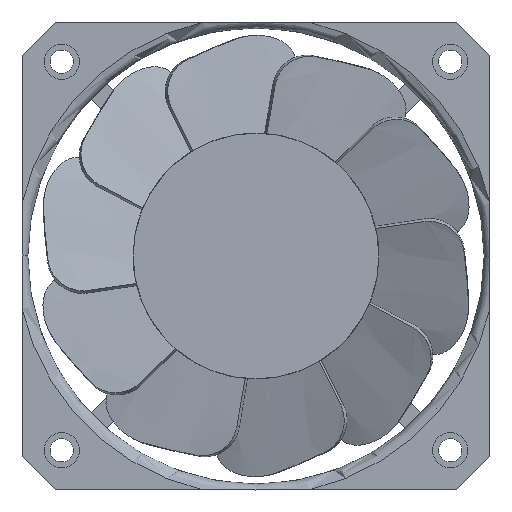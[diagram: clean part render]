
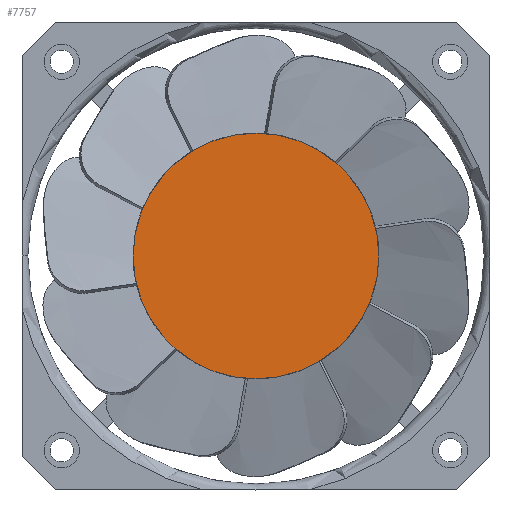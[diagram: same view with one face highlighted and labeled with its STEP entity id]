
A CAD part, left-side view. The second image highlights one B-rep face of the part: STEP entity #7757.
In plain terms, the highlighted planar face has unit normal (-1, 0, 0).
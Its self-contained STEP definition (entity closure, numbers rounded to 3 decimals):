
#7734=CARTESIAN_POINT('Axis2P3D Location',(-9.5,3.5,0.)) ;
#7739=CARTESIAN_POINT('Axis2P3D Location',(-9.5,0.,0.)) ;
#7743=CARTESIAN_POINT('Vertex',(-9.5,-10.5,0.)) ;
#7745=CARTESIAN_POINT('Vertex',(-9.5,10.5,0.)) ;
#7748=CARTESIAN_POINT('Axis2P3D Location',(-9.5,0.,0.)) ;
#7735=DIRECTION('Axis2P3D Direction',(1.,0.,0.)) ;
#7736=DIRECTION('Axis2P3D XDirection',(0.,1.,0.)) ;
#7740=DIRECTION('Axis2P3D Direction',(1.,0.,0.)) ;
#7749=DIRECTION('Axis2P3D Direction',(1.,0.,0.)) ;
#7737=AXIS2_PLACEMENT_3D('Plane Axis2P3D',#7734,#7735,#7736) ;
#7741=AXIS2_PLACEMENT_3D('Circle Axis2P3D',#7739,#7740,$) ;
#7750=AXIS2_PLACEMENT_3D('Circle Axis2P3D',#7748,#7749,$) ;
#7754=ORIENTED_EDGE('',*,*,#7747,.T.) ;
#7755=ORIENTED_EDGE('',*,*,#7752,.F.) ;
#7757=ADVANCED_FACE('PartBody',(#7756),#7738,.F.) ;
#7742=CIRCLE('generated circle',#7741,10.5) ;
#7751=CIRCLE('generated circle',#7750,10.5) ;
#7747=EDGE_CURVE('',#7744,#7746,#7742,.F.) ;
#7752=EDGE_CURVE('',#7744,#7746,#7751,.T.) ;
#7753=EDGE_LOOP('',(#7754,#7755)) ;
#7756=FACE_OUTER_BOUND('',#7753,.T.) ;
#7738=PLANE('Plane',#7737) ;
#7744=VERTEX_POINT('',#7743) ;
#7746=VERTEX_POINT('',#7745) ;
